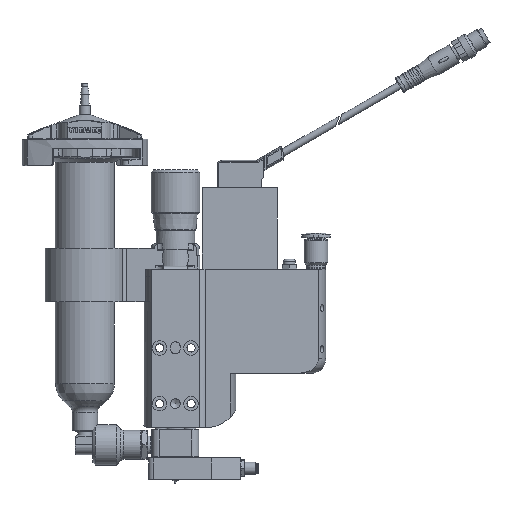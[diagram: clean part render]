
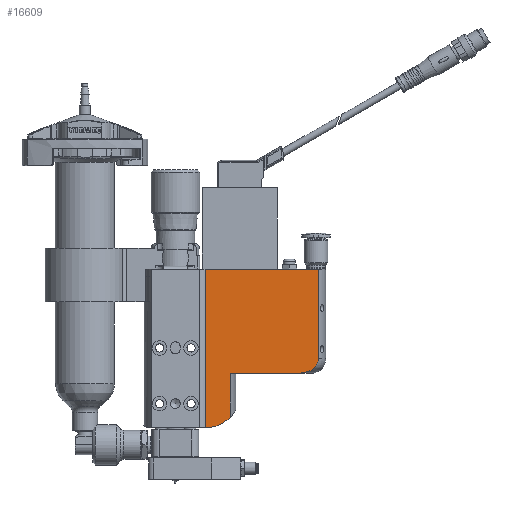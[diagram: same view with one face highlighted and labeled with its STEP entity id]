
A CAD part, front view. The second image highlights one B-rep face of the part: STEP entity #16609.
In plain terms, the highlighted planar face has unit normal (0, -1, 0).
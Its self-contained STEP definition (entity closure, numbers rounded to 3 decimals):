
#440=B_SPLINE_CURVE_WITH_KNOTS('',3,(#30402,#30403,#30404,#30405,#30406,
#30407,#30408,#30409,#30410,#30411,#30412,#30413,#30414,#30415,#30416,#30417),
 .UNSPECIFIED.,.F.,.F.,(4,2,2,2,2,2,2,4),(-2.847,-2.063,
-1.936,-1.81,-1.708,-1.607,
-1.516,-1.424),.UNSPECIFIED.);
#1830=LINE('',#30109,#3022);
#1844=LINE('',#30154,#3036);
#1864=LINE('',#30191,#3056);
#2005=LINE('',#30777,#3197);
#2007=LINE('',#30932,#3199);
#3022=VECTOR('',#21930,1000.);
#3036=VECTOR('',#21966,1000.);
#3056=VECTOR('',#21990,1000.);
#3197=VECTOR('',#22417,1000.);
#3199=VECTOR('',#22455,1000.);
#4191=FACE_OUTER_BOUND('',#5185,.T.);
#5185=EDGE_LOOP('',(#14055,#14056,#14057,#14058,#14059,#14060,#14061));
#5992=CIRCLE('',#18206,15.);
#7272=VERTEX_POINT('',#30106);
#7273=VERTEX_POINT('',#30108);
#7286=VERTEX_POINT('',#30139);
#7293=VERTEX_POINT('',#30152);
#7308=VERTEX_POINT('',#30190);
#7421=VERTEX_POINT('',#30757);
#7440=VERTEX_POINT('',#30930);
#9405=EDGE_CURVE('',#7272,#7273,#1830,.T.);
#9427=EDGE_CURVE('',#7293,#7286,#1844,.T.);
#9447=EDGE_CURVE('',#7273,#7308,#1864,.T.);
#9481=EDGE_CURVE('',#7293,#7308,#440,.T.);
#9650=EDGE_CURVE('',#7421,#7286,#2005,.F.);
#9671=EDGE_CURVE('',#7272,#7440,#2007,.T.);
#9672=EDGE_CURVE('',#7440,#7421,#5992,.F.);
#14055=ORIENTED_EDGE('',*,*,#9671,.T.);
#14056=ORIENTED_EDGE('',*,*,#9672,.T.);
#14057=ORIENTED_EDGE('',*,*,#9650,.T.);
#14058=ORIENTED_EDGE('',*,*,#9427,.F.);
#14059=ORIENTED_EDGE('',*,*,#9481,.T.);
#14060=ORIENTED_EDGE('',*,*,#9447,.F.);
#14061=ORIENTED_EDGE('',*,*,#9405,.F.);
#14831=PLANE('',#18205);
#16609=ADVANCED_FACE('',(#4191),#14831,.F.);
#18205=AXIS2_PLACEMENT_3D('',#30933,#22456,#22457);
#18206=AXIS2_PLACEMENT_3D('',#30934,#22458,#22459);
#21930=DIRECTION('',(1.,0.,0.));
#21966=DIRECTION('',(-1.,0.,0.));
#21990=DIRECTION('',(0.,0.,-1.));
#22417=DIRECTION('',(0.,0.,-1.));
#22455=DIRECTION('',(0.,0.,-1.));
#22456=DIRECTION('center_axis',(0.,1.,0.));
#22457=DIRECTION('ref_axis',(0.,0.,1.));
#22458=DIRECTION('center_axis',(0.,1.,0.));
#22459=DIRECTION('ref_axis',(0.,0.,1.));
#30106=CARTESIAN_POINT('',(12.236,-9.,65.5));
#30108=CARTESIAN_POINT('',(59.,-9.,65.5));
#30109=CARTESIAN_POINT('',(22.,-9.,65.5));
#30139=CARTESIAN_POINT('',(22.588,-9.,22.5));
#30152=CARTESIAN_POINT('',(47.,-9.,22.5));
#30154=CARTESIAN_POINT('',(62.,-9.,22.5));
#30190=CARTESIAN_POINT('',(59.,-9.,28.5));
#30191=CARTESIAN_POINT('',(59.,-9.,127.023));
#30402=CARTESIAN_POINT('Ctrl Pts',(47.,-9.,22.5));
#30403=CARTESIAN_POINT('Ctrl Pts',(49.613,-9.,22.5));
#30404=CARTESIAN_POINT('Ctrl Pts',(52.747,-9.,22.393));
#30405=CARTESIAN_POINT('Ctrl Pts',(55.552,-9.,23.555));
#30406=CARTESIAN_POINT('Ctrl Pts',(55.967,-9.,23.763));
#30407=CARTESIAN_POINT('Ctrl Pts',(56.745,-9.,24.261));
#30408=CARTESIAN_POINT('Ctrl Pts',(57.107,-9.,24.55));
#30409=CARTESIAN_POINT('Ctrl Pts',(57.649,-9.,25.084));
#30410=CARTESIAN_POINT('Ctrl Pts',(57.89,-9.,25.364));
#30411=CARTESIAN_POINT('Ctrl Pts',(58.307,-9.,25.969));
#30412=CARTESIAN_POINT('Ctrl Pts',(58.483,-9.,26.293));
#30413=CARTESIAN_POINT('Ctrl Pts',(58.732,-9.,26.886));
#30414=CARTESIAN_POINT('Ctrl Pts',(58.835,-9.,27.206));
#30415=CARTESIAN_POINT('Ctrl Pts',(58.969,-9.,27.86));
#30416=CARTESIAN_POINT('Ctrl Pts',(59.,-9.,28.194));
#30417=CARTESIAN_POINT('Ctrl Pts',(59.,-9.,28.5));
#30757=CARTESIAN_POINT('',(22.588,-9.,4.375));
#30777=CARTESIAN_POINT('',(22.588,-9.,91.149));
#30930=CARTESIAN_POINT('',(12.236,-9.,0.002));
#30932=CARTESIAN_POINT('',(12.236,-9.,101.298));
#30933=CARTESIAN_POINT('Origin',(38.,-9.,101.298));
#30934=CARTESIAN_POINT('Origin',(12.,-9.,15.));
